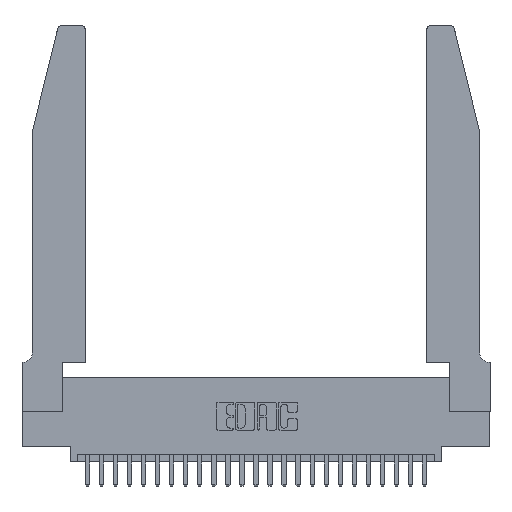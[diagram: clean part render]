
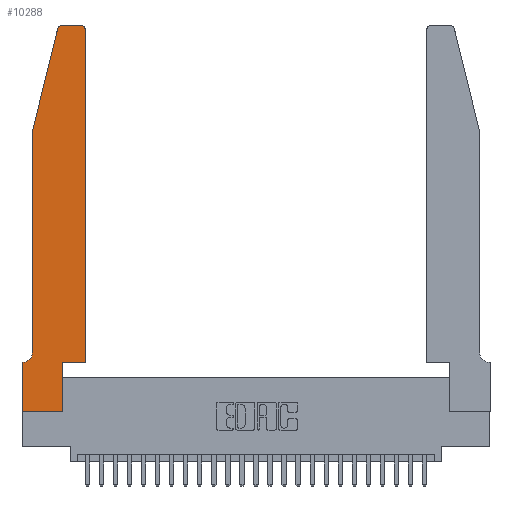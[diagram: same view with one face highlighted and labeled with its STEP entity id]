
A CAD part, top view. The second image highlights one B-rep face of the part: STEP entity #10288.
In plain terms, the highlighted planar face has unit normal (0, 0, 1).
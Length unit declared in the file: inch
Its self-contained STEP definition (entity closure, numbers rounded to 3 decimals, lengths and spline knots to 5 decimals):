
#731 = DIRECTION ( 'NONE',  ( 0., -1., 0. ) ) ;
#732 = DIRECTION ( 'NONE',  ( -1., 0., 0. ) ) ;
#826 = CARTESIAN_POINT ( 'NONE',  ( 0.4205, 2.72, 0.37 ) ) ;
#858 = CIRCLE ( 'NONE', #13199, 0.03 ) ;
#953 = CARTESIAN_POINT ( 'NONE',  ( 0.284, 2.72, 0.37 ) ) ;
#1048 = VERTEX_POINT ( 'NONE', #11713 ) ;
#1388 = DIRECTION ( 'NONE',  ( 1., 0., 0. ) ) ;
#1501 = DIRECTION ( 'NONE',  ( 1., 0., 0. ) ) ;
#1547 = EDGE_CURVE ( 'NONE', #20627, #12822, #3278, .T. ) ;
#1772 = VERTEX_POINT ( 'NONE', #26213 ) ;
#1873 = LINE ( 'NONE', #15627, #13071 ) ;
#2489 = VECTOR ( 'NONE', #1501, 39.37008 ) ;
#2570 = ORIENTED_EDGE ( 'NONE', *, *, #8531, .T. ) ;
#2719 = VERTEX_POINT ( 'NONE', #25016 ) ;
#2820 = EDGE_CURVE ( 'NONE', #7018, #1772, #858, .T. ) ;
#2989 = DIRECTION ( 'NONE',  ( 1., 0., 0. ) ) ;
#2996 = ORIENTED_EDGE ( 'NONE', *, *, #6243, .T. ) ;
#3093 = AXIS2_PLACEMENT_3D ( 'NONE', #26227, #13984, #1388 ) ;
#3105 = ORIENTED_EDGE ( 'NONE', *, *, #1547, .T. ) ;
#3112 = DIRECTION ( 'NONE',  ( 1., 0., 0. ) ) ;
#3201 = CARTESIAN_POINT ( 'NONE',  ( 0.0755, 2., 0.37 ) ) ;
#3222 = ORIENTED_EDGE ( 'NONE', *, *, #22753, .T. ) ;
#3278 = LINE ( 'NONE', #7093, #24637 ) ;
#3364 = ORIENTED_EDGE ( 'NONE', *, *, #15583, .T. ) ;
#3420 = ORIENTED_EDGE ( 'NONE', *, *, #8167, .T. ) ;
#3830 = CARTESIAN_POINT ( 'NONE',  ( 0.4505, 0.35, 0.37 ) ) ;
#3844 = ORIENTED_EDGE ( 'NONE', *, *, #24665, .T. ) ;
#3857 = VECTOR ( 'NONE', #4383, 39.37008 ) ;
#3924 = ORIENTED_EDGE ( 'NONE', *, *, #14059, .T. ) ;
#4308 = CARTESIAN_POINT ( 'NONE',  ( 0.284, 2.75, 0.37 ) ) ;
#4383 = DIRECTION ( 'NONE',  ( -0.239, -0.971, 0. ) ) ;
#4824 = DIRECTION ( 'NONE',  ( 0., -1., 0. ) ) ;
#5503 = DIRECTION ( 'NONE',  ( -1., 0., 0. ) ) ;
#5610 = PLANE ( 'NONE',  #3093 ) ;
#6243 = EDGE_CURVE ( 'NONE', #19028, #20627, #16456, .T. ) ;
#6287 = VECTOR ( 'NONE', #4824, 39.37008 ) ;
#6559 = VERTEX_POINT ( 'NONE', #20128 ) ;
#7018 = VERTEX_POINT ( 'NONE', #4308 ) ;
#7093 = CARTESIAN_POINT ( 'NONE',  ( 0., 0., 0.37 ) ) ;
#7407 = VECTOR ( 'NONE', #5503, 39.37008 ) ;
#8159 = LINE ( 'NONE', #26329, #2489 ) ;
#8167 = EDGE_CURVE ( 'NONE', #2719, #21229, #8159, .T. ) ;
#8450 = LINE ( 'NONE', #3830, #23524 ) ;
#8531 = EDGE_CURVE ( 'NONE', #19652, #19028, #16841, .T. ) ;
#8575 = AXIS2_PLACEMENT_3D ( 'NONE', #826, #15501, #2989 ) ;
#9176 = CARTESIAN_POINT ( 'NONE',  ( 0., 0., 0.37 ) ) ;
#10288 = ADVANCED_FACE ( 'NONE', ( #23455 ), #5610, .T. ) ;
#10600 = CARTESIAN_POINT ( 'NONE',  ( 0.0755, 2., 0.37 ) ) ;
#10754 = LINE ( 'NONE', #10600, #3857 ) ;
#10959 = VECTOR ( 'NONE', #13177, 39.37008 ) ;
#11461 = VERTEX_POINT ( 'NONE', #3201 ) ;
#11713 = CARTESIAN_POINT ( 'NONE',  ( 0.4205, 2.75, 0.37 ) ) ;
#12822 = VERTEX_POINT ( 'NONE', #9176 ) ;
#12981 = CARTESIAN_POINT ( 'NONE',  ( 0., 0.35, 0.37 ) ) ;
#13071 = VECTOR ( 'NONE', #13575, 39.37008 ) ;
#13122 = DIRECTION ( 'NONE',  ( 1., 0., 0. ) ) ;
#13177 = DIRECTION ( 'NONE',  ( -1., 0., 0. ) ) ;
#13199 = AXIS2_PLACEMENT_3D ( 'NONE', #953, #15617, #3112 ) ;
#13359 = DIRECTION ( 'NONE',  ( 0., 0., -1. ) ) ;
#13575 = DIRECTION ( 'NONE',  ( 0., 1., 0. ) ) ;
#13984 = DIRECTION ( 'NONE',  ( 0., 0., 1. ) ) ;
#14059 = EDGE_CURVE ( 'NONE', #25795, #1048, #25541, .T. ) ;
#14655 = AXIS2_PLACEMENT_3D ( 'NONE', #25600, #13359, #732 ) ;
#15322 = VECTOR ( 'NONE', #13122, 39.37008 ) ;
#15501 = DIRECTION ( 'NONE',  ( 0., 0., 1. ) ) ;
#15583 = EDGE_CURVE ( 'NONE', #6559, #2719, #1873, .T. ) ;
#15617 = DIRECTION ( 'NONE',  ( 0., 0., 1. ) ) ;
#15627 = CARTESIAN_POINT ( 'NONE',  ( 0.2865, 0.35, 0.37 ) ) ;
#16298 = DIRECTION ( 'NONE',  ( 0., 1., 0. ) ) ;
#16456 = LINE ( 'NONE', #21300, #10959 ) ;
#16632 = LINE ( 'NONE', #17247, #6287 ) ;
#16745 = ORIENTED_EDGE ( 'NONE', *, *, #18991, .T. ) ;
#16841 = CIRCLE ( 'NONE', #14655, 0.07 ) ;
#17120 = EDGE_CURVE ( 'NONE', #1772, #11461, #10754, .T. ) ;
#17247 = CARTESIAN_POINT ( 'NONE',  ( 0.0755, 2., 0.37 ) ) ;
#17876 = ORIENTED_EDGE ( 'NONE', *, *, #2820, .T. ) ;
#17891 = CARTESIAN_POINT ( 'NONE',  ( 0.2605, 2.75, 0.37 ) ) ;
#17942 = CARTESIAN_POINT ( 'NONE',  ( 0.4505, 2.72, 0.37 ) ) ;
#18003 = CARTESIAN_POINT ( 'NONE',  ( 0.4505, 0.35, 0.37 ) ) ;
#18991 = EDGE_CURVE ( 'NONE', #1048, #7018, #23787, .T. ) ;
#19028 = VERTEX_POINT ( 'NONE', #20050 ) ;
#19652 = VERTEX_POINT ( 'NONE', #26002 ) ;
#20050 = CARTESIAN_POINT ( 'NONE',  ( 0.0055, 0.35, 0.37 ) ) ;
#20128 = CARTESIAN_POINT ( 'NONE',  ( 0.2865, 0., 0.37 ) ) ;
#20627 = VERTEX_POINT ( 'NONE', #12981 ) ;
#21038 = ORIENTED_EDGE ( 'NONE', *, *, #17120, .T. ) ;
#21111 = EDGE_LOOP ( 'NONE', ( #16745, #17876, #21038, #21272, #2570, #2996, #3105, #3222, #3364, #3420, #3844, #3924 ) ) ;
#21229 = VERTEX_POINT ( 'NONE', #18003 ) ;
#21272 = ORIENTED_EDGE ( 'NONE', *, *, #22241, .T. ) ;
#21300 = CARTESIAN_POINT ( 'NONE',  ( 0.0755, 0.35, 0.37 ) ) ;
#22241 = EDGE_CURVE ( 'NONE', #11461, #19652, #16632, .T. ) ;
#22753 = EDGE_CURVE ( 'NONE', #12822, #6559, #26831, .T. ) ;
#23298 = CARTESIAN_POINT ( 'NONE',  ( 0., 0., 0.37 ) ) ;
#23455 = FACE_OUTER_BOUND ( 'NONE', #21111, .T. ) ;
#23524 = VECTOR ( 'NONE', #16298, 39.37008 ) ;
#23787 = LINE ( 'NONE', #17891, #7407 ) ;
#24637 = VECTOR ( 'NONE', #731, 39.37008 ) ;
#24665 = EDGE_CURVE ( 'NONE', #21229, #25795, #8450, .T. ) ;
#25016 = CARTESIAN_POINT ( 'NONE',  ( 0.2865, 0.35, 0.37 ) ) ;
#25541 = CIRCLE ( 'NONE', #8575, 0.03 ) ;
#25600 = CARTESIAN_POINT ( 'NONE',  ( 0.0055, 0.42, 0.37 ) ) ;
#25795 = VERTEX_POINT ( 'NONE', #17942 ) ;
#26002 = CARTESIAN_POINT ( 'NONE',  ( 0.0755, 0.42, 0.37 ) ) ;
#26213 = CARTESIAN_POINT ( 'NONE',  ( 0.25487, 2.72718, 0.37 ) ) ;
#26227 = CARTESIAN_POINT ( 'NONE',  ( 0., 0.35, 0.37 ) ) ;
#26329 = CARTESIAN_POINT ( 'NONE',  ( 0.4505, 0.35, 0.37 ) ) ;
#26831 = LINE ( 'NONE', #23298, #15322 ) ;
